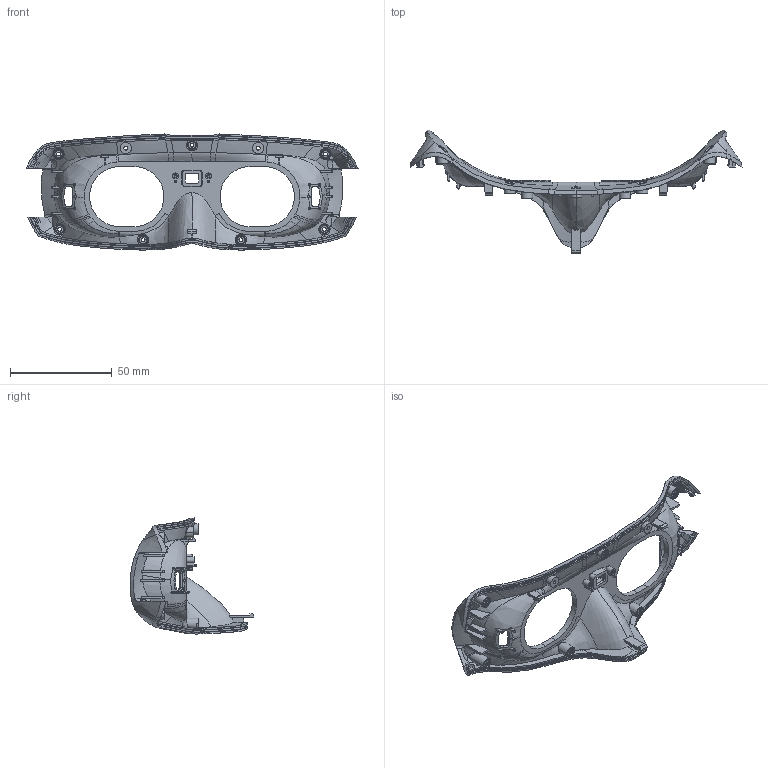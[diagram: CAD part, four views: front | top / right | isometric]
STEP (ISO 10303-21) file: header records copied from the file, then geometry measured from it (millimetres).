
FILE_DESCRIPTION((''),'2;1');
FILE_NAME('COVER-FRONT_2333__2__','2023-12-29T16:57:31',('win10'),(''),'CREO PARAMETRIC BY PTC INC, 2019344','CREO PARAMETRIC BY PTC INC, 2019344','');
FILE_SCHEMA(('AUTOMOTIVE_DESIGN { 1 0 10303 214 1 1 1 1 }'));
Products named in the file (1): COVER-FRONT_2333__2__
Bounding box: 162.92 x 60.77 x 56.94 mm (x, y, z)
Volume: 17688.1 mm3; surface area: 22740.4 mm2
Topology: 1 solids, 1 shells, 879 faces, 2432 edges, 1576 vertices
Faces by surface type: bspline 339, plane 252, cylinder 166, extrusion 74, cone 42, torus 6
Entity records: 71723 total; most frequent: CARTESIAN_POINT 50965, ORIENTED_EDGE 4862, DIRECTION 2582, EDGE_CURVE 2431, VERTEX_POINT 1576, B_SPLINE_CURVE_WITH_KNOTS 1286, VECTOR 936, EDGE_LOOP 927
